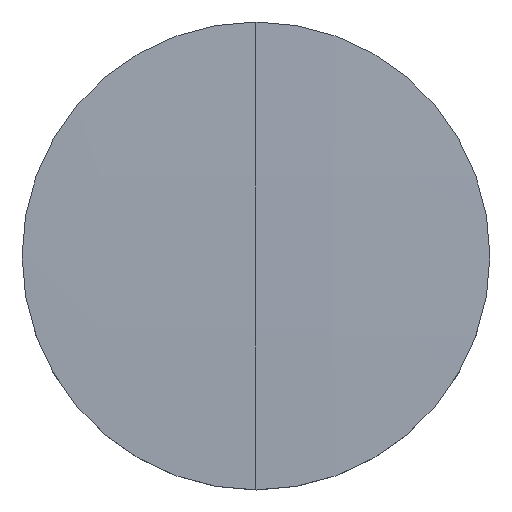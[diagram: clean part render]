
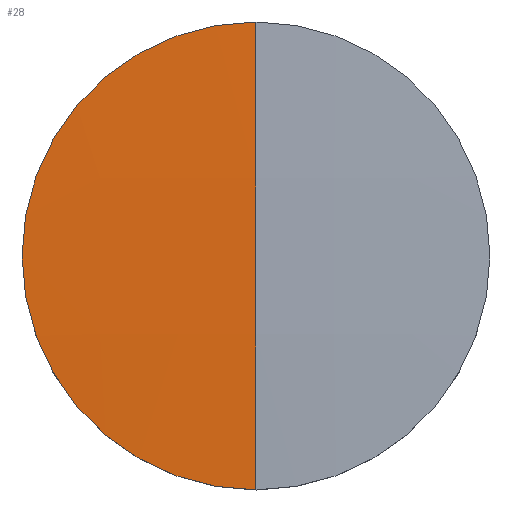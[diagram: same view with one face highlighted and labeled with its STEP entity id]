
A CAD part, top view. The second image highlights one B-rep face of the part: STEP entity #28.
In plain terms, the highlighted free-form (B-spline) face has degree [3, 3] with [4, 4] control points.
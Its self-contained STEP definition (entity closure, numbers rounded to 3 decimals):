
#1 = CARTESIAN_POINT ( 'NONE',  ( -2.129, 6.426, 1.92 ) ) ;
#6 = CARTESIAN_POINT ( 'NONE',  ( -4.26, -2.143, 2. ) ) ;
#7 = CARTESIAN_POINT ( 'NONE',  ( 0., 2.143, 2.027 ) ) ;
#25 = CARTESIAN_POINT ( 'NONE',  ( 0., -6.426, 1.92 ) ) ;
#28 = ADVANCED_FACE ( 'NONE', ( #256 ), #275, .T. ) ;
#33 = CARTESIAN_POINT ( 'NONE',  ( 0., 0., 1.922 ) ) ;
#46 = ORIENTED_EDGE ( 'NONE', *, *, #230, .F. ) ;
#48 = CARTESIAN_POINT ( 'NONE',  ( 0., -2.143, 2.027 ) ) ;
#75 = CARTESIAN_POINT ( 'NONE',  ( 0., 6.35, 1.922 ) ) ;
#84 = AXIS2_PLACEMENT_3D ( 'NONE', #33, #265, #98 ) ;
#88 = VERTEX_POINT ( 'NONE', #207 ) ;
#89 = CARTESIAN_POINT ( 'NONE',  ( -6.386, -6.426, 1.841 ) ) ;
#98 = DIRECTION ( 'NONE',  ( 1., 0., 0. ) ) ;
#100 = CARTESIAN_POINT ( 'NONE',  ( -6.35, 0., 1.922 ) ) ;
#109 = CARTESIAN_POINT ( 'NONE',  ( -6.386, 6.426, 1.841 ) ) ;
#119 = CARTESIAN_POINT ( 'NONE',  ( -6.389, -2.143, 1.948 ) ) ;
#120 = AXIS2_PLACEMENT_3D ( 'NONE', #290, #259, #150 ) ;
#137 = CARTESIAN_POINT ( 'NONE',  ( -2.129, -6.426, 1.92 ) ) ;
#145 = EDGE_CURVE ( 'NONE', #88, #285, #219, .T. ) ;
#150 = DIRECTION ( 'NONE',  ( 1., 0., 0. ) ) ;
#156 = CARTESIAN_POINT ( 'NONE',  ( -4.258, 6.426, 1.894 ) ) ;
#159 = EDGE_LOOP ( 'NONE', ( #255, #279, #46 ) ) ;
#162 = CARTESIAN_POINT ( 'NONE',  ( -2.13, 2.143, 2.027 ) ) ;
#164 = EDGE_CURVE ( 'NONE', #88, #194, #247, .T. ) ;
#194 = VERTEX_POINT ( 'NONE', #75 ) ;
#198 = CARTESIAN_POINT ( 'NONE',  ( -6.389, 2.143, 1.948 ) ) ;
#204 = CARTESIAN_POINT ( 'NONE',  ( -2.13, -2.143, 2.027 ) ) ;
#207 = CARTESIAN_POINT ( 'NONE',  ( 0., -6.35, 1.922 ) ) ;
#211 = DIRECTION ( 'NONE',  ( -1., 0., 0. ) ) ;
#219 = CIRCLE ( 'NONE', #84, 6.35 ) ;
#226 = CARTESIAN_POINT ( 'NONE',  ( -4.26, 2.143, 2. ) ) ;
#230 = EDGE_CURVE ( 'NONE', #285, #194, #244, .T. ) ;
#232 = CARTESIAN_POINT ( 'NONE',  ( 0., 0., -257. ) ) ;
#243 = CARTESIAN_POINT ( 'NONE',  ( 0., 6.426, 1.92 ) ) ;
#244 = CIRCLE ( 'NONE', #120, 6.35 ) ;
#247 = CIRCLE ( 'NONE', #251, 259. ) ;
#251 = AXIS2_PLACEMENT_3D ( 'NONE', #232, #211, #257 ) ;
#255 = ORIENTED_EDGE ( 'NONE', *, *, #145, .F. ) ;
#256 = FACE_OUTER_BOUND ( 'NONE', #159, .T. ) ;
#257 = DIRECTION ( 'NONE',  ( 0., -1., 0. ) ) ;
#259 = DIRECTION ( 'NONE',  ( 0., 0., -1. ) ) ;
#265 = DIRECTION ( 'NONE',  ( 0., 0., -1. ) ) ;
#274 = CARTESIAN_POINT ( 'NONE',  ( -4.258, -6.426, 1.894 ) ) ;
#275 =( BOUNDED_SURFACE ( )  B_SPLINE_SURFACE ( 3, 3, ( 
 ( #25, #137, #274, #89 ),
 ( #48, #204, #6, #119 ),
 ( #7, #162, #226, #198 ),
 ( #243, #1, #156, #109 ) ),
 .UNSPECIFIED., .F., .F., .F. ) 
 B_SPLINE_SURFACE_WITH_KNOTS ( ( 4, 4 ),
 ( 4, 4 ),
 ( 0., 1. ),
 ( 0., 1. ),
 .UNSPECIFIED. ) 
 GEOMETRIC_REPRESENTATION_ITEM ( )  RATIONAL_B_SPLINE_SURFACE ( (
 ( 1., 1., 1., 1.),
 ( 1., 1., 1., 1.),
 ( 1., 1., 1., 1.),
 ( 1., 1., 1., 1.) ) ) 
 REPRESENTATION_ITEM ( '' )  SURFACE ( )  );
#279 = ORIENTED_EDGE ( 'NONE', *, *, #164, .T. ) ;
#285 = VERTEX_POINT ( 'NONE', #100 ) ;
#290 = CARTESIAN_POINT ( 'NONE',  ( 0., 0., 1.922 ) ) ;
